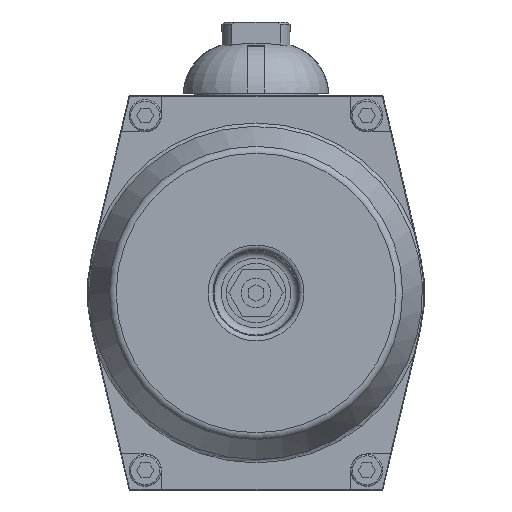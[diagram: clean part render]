
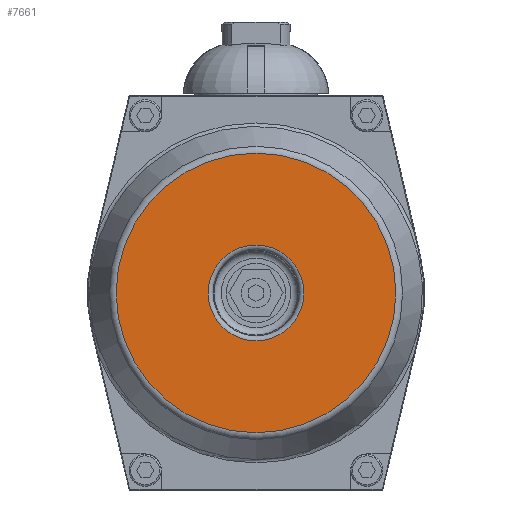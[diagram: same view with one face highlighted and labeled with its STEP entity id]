
A CAD part, left-side view. The second image highlights one B-rep face of the part: STEP entity #7661.
In plain terms, the highlighted planar face has unit normal (-1, 0, 0).
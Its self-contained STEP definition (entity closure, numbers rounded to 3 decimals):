
#284=PLANE('',#8127);
#510=CIRCLE('',#8081,56.757);
#518=CIRCLE('',#8128,19.434);
#1422=ORIENTED_EDGE('',*,*,#2350,.F.);
#1423=ORIENTED_EDGE('',*,*,#2420,.F.);
#2350=EDGE_CURVE('',#2963,#2963,#510,.T.);
#2420=EDGE_CURVE('',#3021,#3021,#518,.F.);
#2963=VERTEX_POINT('',#10824);
#3021=VERTEX_POINT('',#10991);
#4475=EDGE_LOOP('',(#1422));
#4476=EDGE_LOOP('',(#1423));
#4938=FACE_BOUND('',#4475,.T.);
#4939=FACE_BOUND('',#4476,.T.);
#7661=ADVANCED_FACE('',(#4938,#4939),#284,.F.);
#8081=AXIS2_PLACEMENT_3D('',#10823,#9061,#9062);
#8127=AXIS2_PLACEMENT_3D('',#10989,#9215,#9216);
#8128=AXIS2_PLACEMENT_3D('',#10990,#9217,#9218);
#9061=DIRECTION('',(1.,0.,0.));
#9062=DIRECTION('',(0.,0.,-1.));
#9215=DIRECTION('',(1.,0.,0.));
#9216=DIRECTION('',(0.,1.,0.));
#9217=DIRECTION('',(1.,0.,0.));
#9218=DIRECTION('',(0.,0.,-1.));
#10823=CARTESIAN_POINT('',(-149.,0.,0.));
#10824=CARTESIAN_POINT('',(-149.,0.,-56.757));
#10989=CARTESIAN_POINT('',(-149.,38.125,0.));
#10990=CARTESIAN_POINT('',(-149.,0.,0.));
#10991=CARTESIAN_POINT('',(-149.,0.,-19.434));
